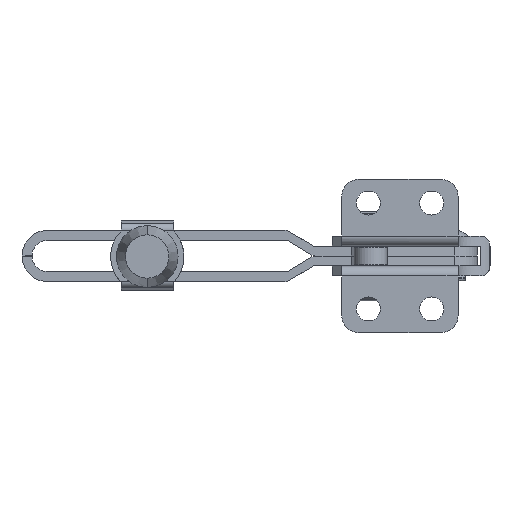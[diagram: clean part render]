
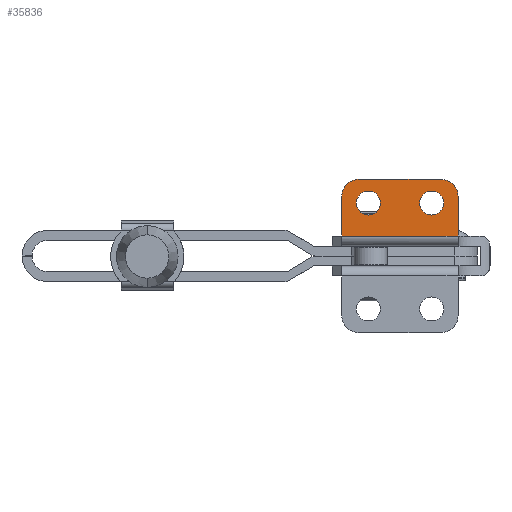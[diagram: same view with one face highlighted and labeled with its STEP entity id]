
A CAD part, front view. The second image highlights one B-rep face of the part: STEP entity #35836.
In plain terms, the highlighted planar face has unit normal (0, -1, 0).
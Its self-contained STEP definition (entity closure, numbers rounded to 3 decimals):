
#37 = CIRCLE ( 'NONE', #18096, 5. ) ;
#51 = CARTESIAN_POINT ( 'NONE',  ( -34.9, 0., 29. ) ) ;
#115 = CARTESIAN_POINT ( 'NONE',  ( -26.9, 0., 21.9 ) ) ;
#367 = AXIS2_PLACEMENT_3D ( 'NONE', #33705, #16667, #36607 ) ;
#647 = DIRECTION ( 'NONE',  ( 0., 0., -1. ) ) ;
#695 = LINE ( 'NONE', #26084, #8263 ) ;
#1278 = DIRECTION ( 'NONE',  ( 0., 1., 0. ) ) ;
#1899 = EDGE_CURVE ( 'NONE', #24103, #22302, #4652, .T. ) ;
#1907 = EDGE_CURVE ( 'NONE', #24455, #27001, #32193, .T. ) ;
#2944 = EDGE_LOOP ( 'NONE', ( #11302, #32001 ) ) ;
#2992 = DIRECTION ( 'NONE',  ( -1., 0., 0. ) ) ;
#3010 = VERTEX_POINT ( 'NONE', #10025 ) ;
#3207 = EDGE_LOOP ( 'NONE', ( #15756, #22674, #35814, #9205, #34141, #27578 ) ) ;
#3614 = CARTESIAN_POINT ( 'NONE',  ( 0., 0., 12. ) ) ;
#4652 = LINE ( 'NONE', #9845, #11283 ) ;
#5033 = AXIS2_PLACEMENT_3D ( 'NONE', #18343, #1278, #21199 ) ;
#5335 = AXIS2_PLACEMENT_3D ( 'NONE', #29370, #12347, #32238 ) ;
#5455 = LINE ( 'NONE', #34107, #13002 ) ;
#5582 = FACE_BOUND ( 'NONE', #2944, .T. ) ;
#5884 = CIRCLE ( 'NONE', #367, 3.6 ) ;
#6281 = CARTESIAN_POINT ( 'NONE',  ( -30.5, 0., 21.9 ) ) ;
#6462 = DIRECTION ( 'NONE',  ( 0., 1., 0. ) ) ;
#7044 = VERTEX_POINT ( 'NONE', #20949 ) ;
#7484 = CARTESIAN_POINT ( 'NONE',  ( -23.3, 0., 21.9 ) ) ;
#8263 = VECTOR ( 'NONE', #11906, 1000. ) ;
#8377 = CIRCLE ( 'NONE', #5335, 5. ) ;
#8871 = CARTESIAN_POINT ( 'NONE',  ( -34.9, 0., 12. ) ) ;
#9205 = ORIENTED_EDGE ( 'NONE', *, *, #12027, .T. ) ;
#9845 = CARTESIAN_POINT ( 'NONE',  ( -34.9, 0., 12. ) ) ;
#10025 = CARTESIAN_POINT ( 'NONE',  ( -29.9, 0., 29. ) ) ;
#11006 = CARTESIAN_POINT ( 'NONE',  ( -5., 0., 29. ) ) ;
#11283 = VECTOR ( 'NONE', #647, 1000. ) ;
#11302 = ORIENTED_EDGE ( 'NONE', *, *, #28827, .T. ) ;
#11906 = DIRECTION ( 'NONE',  ( 0., 0., -1. ) ) ;
#11928 = PLANE ( 'NONE',  #18429 ) ;
#11977 = VERTEX_POINT ( 'NONE', #6281 ) ;
#12027 = EDGE_CURVE ( 'NONE', #16588, #26664, #8377, .T. ) ;
#12347 = DIRECTION ( 'NONE',  ( 0., -1., 0. ) ) ;
#13002 = VECTOR ( 'NONE', #14211, 1000. ) ;
#13129 = FACE_BOUND ( 'NONE', #35543, .T. ) ;
#14211 = DIRECTION ( 'NONE',  ( 1., 0., 0. ) ) ;
#14422 = EDGE_CURVE ( 'NONE', #16588, #7044, #695, .T. ) ;
#14955 = DIRECTION ( 'NONE',  ( 0., -1., 0. ) ) ;
#15756 = ORIENTED_EDGE ( 'NONE', *, *, #1899, .T. ) ;
#16588 = VERTEX_POINT ( 'NONE', #21939 ) ;
#16667 = DIRECTION ( 'NONE',  ( 0., 1., 0. ) ) ;
#17584 = EDGE_CURVE ( 'NONE', #3010, #24103, #37, .T. ) ;
#17699 = ORIENTED_EDGE ( 'NONE', *, *, #27540, .T. ) ;
#18096 = AXIS2_PLACEMENT_3D ( 'NONE', #31978, #14955, #34884 ) ;
#18343 = CARTESIAN_POINT ( 'NONE',  ( -26.9, 0., 21.9 ) ) ;
#18429 = AXIS2_PLACEMENT_3D ( 'NONE', #3614, #6462, #26355 ) ;
#19026 = VERTEX_POINT ( 'NONE', #7484 ) ;
#19234 = AXIS2_PLACEMENT_3D ( 'NONE', #115, #20016, #2992 ) ;
#19317 = EDGE_CURVE ( 'NONE', #19026, #11977, #33321, .T. ) ;
#20016 = DIRECTION ( 'NONE',  ( 0., 1., 0. ) ) ;
#20710 = FACE_OUTER_BOUND ( 'NONE', #3207, .T. ) ;
#20949 = CARTESIAN_POINT ( 'NONE',  ( 0., 0., 12. ) ) ;
#21199 = DIRECTION ( 'NONE',  ( -1., 0., 0. ) ) ;
#21309 = DIRECTION ( 'NONE',  ( -1., 0., 0. ) ) ;
#21939 = CARTESIAN_POINT ( 'NONE',  ( 0., 0., 24. ) ) ;
#22302 = VERTEX_POINT ( 'NONE', #8871 ) ;
#22674 = ORIENTED_EDGE ( 'NONE', *, *, #27206, .T. ) ;
#23853 = VECTOR ( 'NONE', #28518, 1000. ) ;
#24103 = VERTEX_POINT ( 'NONE', #33846 ) ;
#24455 = VERTEX_POINT ( 'NONE', #24529 ) ;
#24529 = CARTESIAN_POINT ( 'NONE',  ( -11.5, 0., 21.9 ) ) ;
#26020 = ORIENTED_EDGE ( 'NONE', *, *, #1907, .T. ) ;
#26084 = CARTESIAN_POINT ( 'NONE',  ( 0., 0., 12. ) ) ;
#26355 = DIRECTION ( 'NONE',  ( -1., 0., 0. ) ) ;
#26664 = VERTEX_POINT ( 'NONE', #11006 ) ;
#27001 = VERTEX_POINT ( 'NONE', #32513 ) ;
#27206 = EDGE_CURVE ( 'NONE', #22302, #7044, #5455, .T. ) ;
#27369 = DIRECTION ( 'NONE',  ( 0., 1., 0. ) ) ;
#27540 = EDGE_CURVE ( 'NONE', #27001, #24455, #5884, .T. ) ;
#27578 = ORIENTED_EDGE ( 'NONE', *, *, #17584, .T. ) ;
#28518 = DIRECTION ( 'NONE',  ( 1., 0., 0. ) ) ;
#28827 = EDGE_CURVE ( 'NONE', #11977, #19026, #32569, .T. ) ;
#29370 = CARTESIAN_POINT ( 'NONE',  ( -5., 0., 24. ) ) ;
#29840 = CARTESIAN_POINT ( 'NONE',  ( -7.9, 0., 21.9 ) ) ;
#31386 = LINE ( 'NONE', #51, #23853 ) ;
#31978 = CARTESIAN_POINT ( 'NONE',  ( -29.9, 0., 24. ) ) ;
#32001 = ORIENTED_EDGE ( 'NONE', *, *, #19317, .T. ) ;
#32064 = AXIS2_PLACEMENT_3D ( 'NONE', #29840, #27369, #21309 ) ;
#32193 = CIRCLE ( 'NONE', #32064, 3.6 ) ;
#32238 = DIRECTION ( 'NONE',  ( -1., 0., 0. ) ) ;
#32513 = CARTESIAN_POINT ( 'NONE',  ( -4.3, 0., 21.9 ) ) ;
#32569 = CIRCLE ( 'NONE', #19234, 3.6 ) ;
#33321 = CIRCLE ( 'NONE', #5033, 3.6 ) ;
#33705 = CARTESIAN_POINT ( 'NONE',  ( -7.9, 0., 21.9 ) ) ;
#33846 = CARTESIAN_POINT ( 'NONE',  ( -34.9, 0., 24. ) ) ;
#34107 = CARTESIAN_POINT ( 'NONE',  ( 0., 0., 12. ) ) ;
#34141 = ORIENTED_EDGE ( 'NONE', *, *, #35207, .F. ) ;
#34884 = DIRECTION ( 'NONE',  ( -1., 0., 0. ) ) ;
#35207 = EDGE_CURVE ( 'NONE', #3010, #26664, #31386, .T. ) ;
#35543 = EDGE_LOOP ( 'NONE', ( #26020, #17699 ) ) ;
#35814 = ORIENTED_EDGE ( 'NONE', *, *, #14422, .F. ) ;
#35836 = ADVANCED_FACE ( 'NONE', ( #20710, #13129, #5582 ), #11928, .F. ) ;
#36607 = DIRECTION ( 'NONE',  ( -1., 0., 0. ) ) ;
